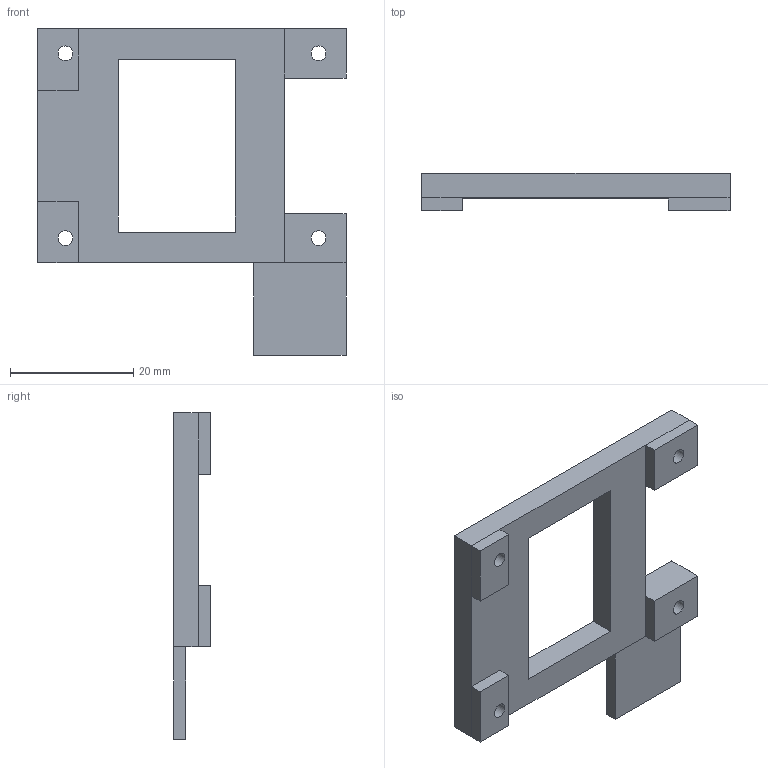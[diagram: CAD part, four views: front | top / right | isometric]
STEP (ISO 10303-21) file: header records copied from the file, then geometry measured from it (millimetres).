
FILE_DESCRIPTION(('FreeCAD Model'),'2;1');
FILE_NAME('Open CASCADE Shape Model','2024-11-22T12:24:36',('Author'),( ''),'Open CASCADE STEP processor 7.7','FreeCAD','Unknown');
FILE_SCHEMA(('AUTOMOTIVE_DESIGN { 1 0 10303 214 1 1 1 1 }'));
Length unit declared in the file: millimetre
Products named in the file (4): BASE; Part; Cut; Extrude001
Assembly tree (3 placements, depth 3):
  BASE
    Part
      Cut
    Extrude001
Bounding box: 50 x 6 x 53 mm (x, y, z)
Volume: 5063.4 mm3; surface area: 4386.8 mm2
Topology: 1 solids, 2 shells, 40 faces, 102 edges, 64 vertices
Faces by surface type: plane 36, cylinder 4
Full cylindrical faces by diameter (mm): 2.4 x4
Entity records: 1604 total; most frequent: CARTESIAN_POINT 210, DIRECTION 198, ORIENTED_EDGE 196, EDGE_CURVE 102, LINE 94, VECTOR 94, VERTEX_POINT 64, AXIS2_PLACEMENT_3D 52
